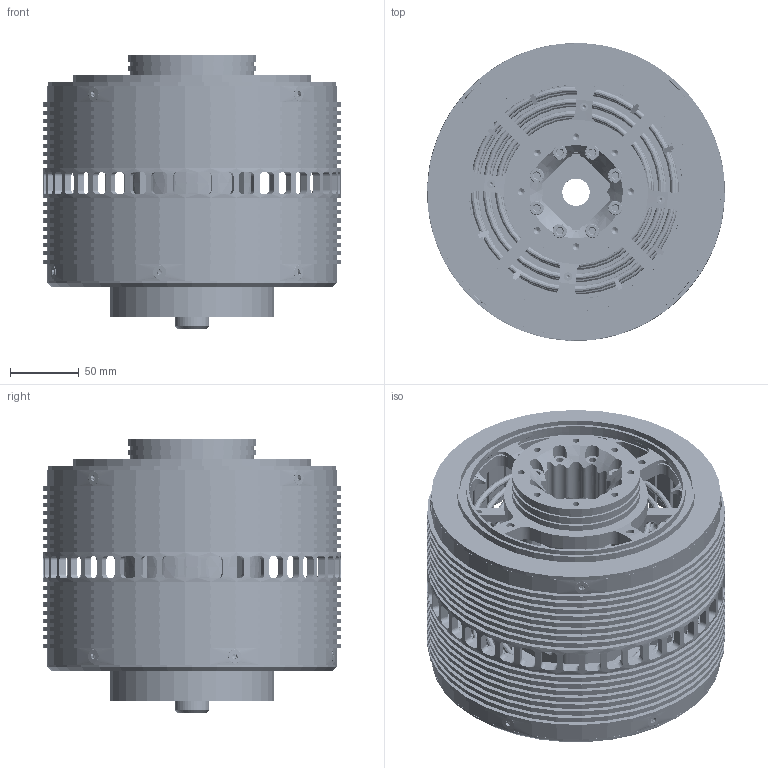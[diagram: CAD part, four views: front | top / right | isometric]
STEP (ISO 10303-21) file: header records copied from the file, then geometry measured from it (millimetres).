
FILE_DESCRIPTION(('FreeCAD Model'),'2;1');
FILE_NAME('Open CASCADE Shape Model','2024-03-07T09:37:46',(''),(''), 'Open CASCADE STEP processor 7.6','FreeCAD','Unknown');
FILE_SCHEMA(('AUTOMOTIVE_DESIGN { 1 0 10303 214 1 1 1 1 }'));
Length unit declared in the file: millimetre
Products named in the file (27): D_Befestigungsflansch_xx_A2_A_1_02_S_001; D_Statorhi_50_A2_A_1_02_S_001; Kugellager709010_001; D_Statorvo_50_A2_A_1_03_S_001; D_Abschlussflansch_xx_A2_A_1_00_S_001; Kugellager658510_001; Gfk-Streben_50_GfK1_B_1_00_D_ 4Stck_001; Gfk-Streben_50_GfK1_B_1_00_D_ 4Stck_002; Set-Schrauben_M6x16_TK56_DIN912_8Stck_001; Set-Schrauben_M6x16_TK62_DIN912_8Stck_001; Set_Schrauben_Duplex_BasisM6x16_8Stück_001; Passstift6x10_001; Passstift6x10_002; Radiusmagnete_50x12x4_42Stck_LS0,6_001; Radiusmagnete_50x12x4_42Stck_LS0,6_002; D_Rückschlussring_50_ST1_A_1_03_S_001; D_Propellerflansch_xx_A2_A_1_00_S_001; Set-Schrauben_M6x25_TK101,5_DIN6912_6Stck_001; Set-Schrauben_M5x10_ Senktorx_D206,8_4Stck_001; Set-Schrauben_M5x10_ Senktorx_D206,8_6Stck_001; GfK-Streifen_50_GFK1_A_1_00_S_42Stck_205,3_001; GfK-Streifen_50_GFK1_A_1_00_S_42Stck_205,3_002; Wicklung 1,5_50mm_001; D_Ringleitung 16²mm_001; D_Ringleitung 16²mm_002; D_Rotorscheibe_vorne_xx_A3_B_1_03_CV_001; D_Rotorscheibe_hinten_xx_A3_A_1_03_CV_001
Bounding box: 217 x 216.97 x 199 mm (x, y, z)
Volume: 1937904.8 mm3; surface area: 964743.7 mm2
Topology: 233 solids, 299 shells, 6452 faces, 14581 edges, 8065 vertices
Faces by surface type: plane 2757, cylinder 1872, sphere 740, cone 623, torus 378, bspline 62, revolution 20
Full cylindrical faces by diameter (mm): 1.25 x4, 2.5 x8, 3 x4, 3.5 x4, 4.2 x6, 4.5 x4, 5 x54, 5.2 x10, 5.6 x30, 6 x36, 6.1 x20, 6.2 x14, 6.8 x12, 10 x30, 10.5 x8, 11 x14, 20 x1, 22 x1, 25 x1, 36 x2, 55 x2, 60 x2, 65 x3, 69 x1, 70 x4, 71 x1, 71.4 x2, 74 x1, 75 x1, 76.4 x2
Entity records: 446553 total; most frequent: CARTESIAN_POINT 120405, DIRECTION 53471, LINE 28090, VECTOR 28090, ORIENTED_EDGE 27422, PCURVE 27422, DEFINITIONAL_REPRESENTATION 27422, EDGE_CURVE 13711
